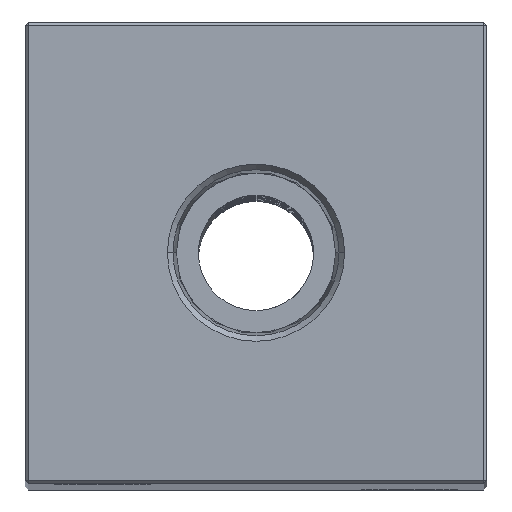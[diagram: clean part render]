
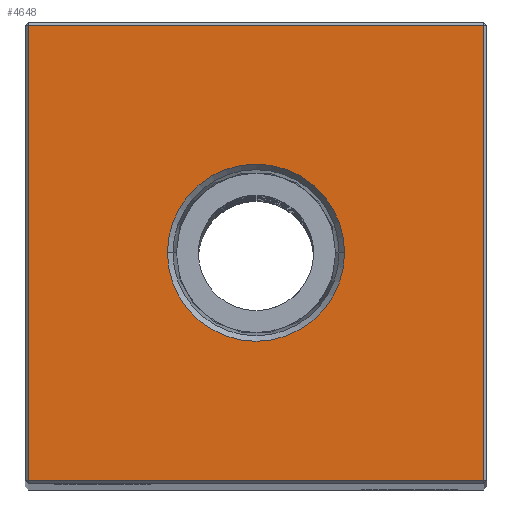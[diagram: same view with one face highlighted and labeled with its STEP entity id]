
A CAD part, top view. The second image highlights one B-rep face of the part: STEP entity #4648.
In plain terms, the highlighted planar face has unit normal (0, 0, 1).
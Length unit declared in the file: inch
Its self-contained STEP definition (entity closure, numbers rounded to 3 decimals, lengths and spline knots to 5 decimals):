
#254 = VECTOR ( 'NONE', #2819, 39.37008 ) ;
#763 = LINE ( 'NONE', #17155, #13182 ) ;
#1306 = DIRECTION ( 'NONE',  ( -1., 0., 0. ) ) ;
#1508 = VERTEX_POINT ( 'NONE', #1556 ) ;
#1556 = CARTESIAN_POINT ( 'NONE',  ( 0.288, 0., 12.25 ) ) ;
#2315 = CARTESIAN_POINT ( 'NONE',  ( 0., 0., 12.25 ) ) ;
#2819 = DIRECTION ( 'NONE',  ( 0., 1., 0. ) ) ;
#2869 = VERTEX_POINT ( 'NONE', #3012 ) ;
#3012 = CARTESIAN_POINT ( 'NONE',  ( 0.74, -0.74, 12.25 ) ) ;
#3058 = CARTESIAN_POINT ( 'NONE',  ( 0.74, 0.74, 12.25 ) ) ;
#3285 = ORIENTED_EDGE ( 'NONE', *, *, #24830, .F. ) ;
#3580 = PLANE ( 'NONE',  #7711 ) ;
#3683 = ORIENTED_EDGE ( 'NONE', *, *, #14702, .T. ) ;
#4305 = CARTESIAN_POINT ( 'NONE',  ( -0.74, -0.74, 12.25 ) ) ;
#4648 = ADVANCED_FACE ( 'NONE', ( #23869, #14063 ), #3580, .F. ) ;
#5113 = CARTESIAN_POINT ( 'NONE',  ( 0., -0.74, 12.25 ) ) ;
#6557 = VERTEX_POINT ( 'NONE', #16251 ) ;
#6826 = EDGE_CURVE ( 'NONE', #1508, #6557, #21902, .T. ) ;
#7711 = AXIS2_PLACEMENT_3D ( 'NONE', #18095, #12069, #1306 ) ;
#8105 = AXIS2_PLACEMENT_3D ( 'NONE', #2315, #25003, #22987 ) ;
#8741 = VERTEX_POINT ( 'NONE', #4305 ) ;
#9026 = AXIS2_PLACEMENT_3D ( 'NONE', #16839, #10805, #26440 ) ;
#10805 = DIRECTION ( 'NONE',  ( 0., 0., 1. ) ) ;
#11737 = ORIENTED_EDGE ( 'NONE', *, *, #18120, .T. ) ;
#11860 = VECTOR ( 'NONE', #19624, 39.37008 ) ;
#12069 = DIRECTION ( 'NONE',  ( 0., 0., -1. ) ) ;
#12313 = ORIENTED_EDGE ( 'NONE', *, *, #6826, .F. ) ;
#13175 = LINE ( 'NONE', #5113, #11860 ) ;
#13182 = VECTOR ( 'NONE', #25204, 39.37008 ) ;
#14063 = FACE_BOUND ( 'NONE', #15347, .T. ) ;
#14234 = ORIENTED_EDGE ( 'NONE', *, *, #21479, .T. ) ;
#14702 = EDGE_CURVE ( 'NONE', #8741, #2869, #13175, .T. ) ;
#14716 = EDGE_CURVE ( 'NONE', #2869, #18586, #19487, .T. ) ;
#15347 = EDGE_LOOP ( 'NONE', ( #12313, #3285 ) ) ;
#15382 = CIRCLE ( 'NONE', #8105, 0.288 ) ;
#16251 = CARTESIAN_POINT ( 'NONE',  ( -0.288, 0., 12.25 ) ) ;
#16839 = CARTESIAN_POINT ( 'NONE',  ( 0., 0., 12.25 ) ) ;
#17155 = CARTESIAN_POINT ( 'NONE',  ( -0.74, 0., 12.25 ) ) ;
#18095 = CARTESIAN_POINT ( 'NONE',  ( 0., 0., 12.25 ) ) ;
#18120 = EDGE_CURVE ( 'NONE', #18586, #18545, #18971, .T. ) ;
#18545 = VERTEX_POINT ( 'NONE', #18677 ) ;
#18586 = VERTEX_POINT ( 'NONE', #3058 ) ;
#18614 = ORIENTED_EDGE ( 'NONE', *, *, #14716, .T. ) ;
#18677 = CARTESIAN_POINT ( 'NONE',  ( -0.74, 0.74, 12.25 ) ) ;
#18844 = CARTESIAN_POINT ( 'NONE',  ( 0., 0.74, 12.25 ) ) ;
#18971 = LINE ( 'NONE', #18844, #22701 ) ;
#19487 = LINE ( 'NONE', #21360, #254 ) ;
#19624 = DIRECTION ( 'NONE',  ( 1., 0., 0. ) ) ;
#20841 = EDGE_LOOP ( 'NONE', ( #14234, #3683, #18614, #11737 ) ) ;
#20864 = DIRECTION ( 'NONE',  ( -1., 0., 0. ) ) ;
#21360 = CARTESIAN_POINT ( 'NONE',  ( 0.74, 0., 12.25 ) ) ;
#21479 = EDGE_CURVE ( 'NONE', #18545, #8741, #763, .T. ) ;
#21902 = CIRCLE ( 'NONE', #9026, 0.288 ) ;
#22701 = VECTOR ( 'NONE', #20864, 39.37008 ) ;
#22987 = DIRECTION ( 'NONE',  ( 1., 0., 0. ) ) ;
#23869 = FACE_OUTER_BOUND ( 'NONE', #20841, .T. ) ;
#24830 = EDGE_CURVE ( 'NONE', #6557, #1508, #15382, .T. ) ;
#25003 = DIRECTION ( 'NONE',  ( 0., 0., 1. ) ) ;
#25204 = DIRECTION ( 'NONE',  ( 0., -1., 0. ) ) ;
#26440 = DIRECTION ( 'NONE',  ( 1., 0., 0. ) ) ;
